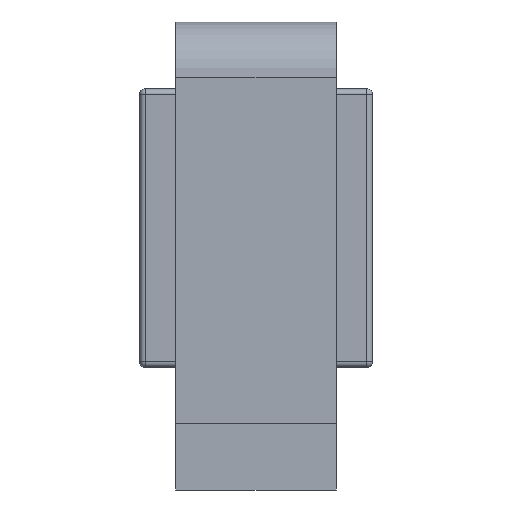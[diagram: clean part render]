
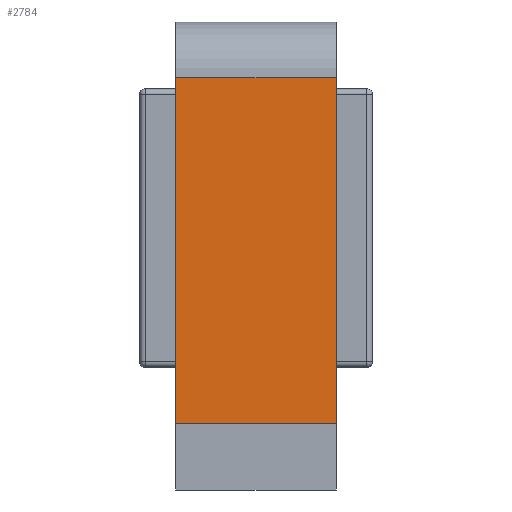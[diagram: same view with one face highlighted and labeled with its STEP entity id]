
A CAD part, front view. The second image highlights one B-rep face of the part: STEP entity #2784.
In plain terms, the highlighted planar face has unit normal (0, -1, 0).
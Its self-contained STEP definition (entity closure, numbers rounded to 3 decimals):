
#141 = EDGE_CURVE ( 'NONE', #1060, #3666, #2911, .T. ) ;
#450 = EDGE_CURVE ( 'NONE', #2165, #1060, #7198, .T. ) ;
#1060 = VERTEX_POINT ( 'NONE', #4260 ) ;
#2114 = CARTESIAN_POINT ( 'NONE',  ( 0., -5., 0. ) ) ;
#2165 = VERTEX_POINT ( 'NONE', #7008 ) ;
#2180 = VECTOR ( 'NONE', #7752, 1000. ) ;
#2286 = VECTOR ( 'NONE', #2686, 1000. ) ;
#2485 = VECTOR ( 'NONE', #4102, 1000. ) ;
#2528 = VECTOR ( 'NONE', #6272, 1000. ) ;
#2686 = DIRECTION ( 'NONE',  ( 0., 0., -1. ) ) ;
#2772 = EDGE_CURVE ( 'NONE', #6245, #3666, #9351, .T. ) ;
#2784 = ADVANCED_FACE ( 'NONE', ( #7319 ), #3947, .F. ) ;
#2911 = LINE ( 'NONE', #8973, #2180 ) ;
#3173 = DIRECTION ( 'NONE',  ( 0., 1., 0. ) ) ;
#3272 = CARTESIAN_POINT ( 'NONE',  ( 0., -5., 31. ) ) ;
#3666 = VERTEX_POINT ( 'NONE', #2114 ) ;
#3940 = EDGE_LOOP ( 'NONE', ( #7931, #4463, #7706, #9084 ) ) ;
#3947 = PLANE ( 'NONE',  #9876 ) ;
#4017 = DIRECTION ( 'NONE',  ( 0., 0., 1. ) ) ;
#4102 = DIRECTION ( 'NONE',  ( -1., 0., 0. ) ) ;
#4139 = CARTESIAN_POINT ( 'NONE',  ( 14.4, -5., 31. ) ) ;
#4260 = CARTESIAN_POINT ( 'NONE',  ( 14.4, -5., 0. ) ) ;
#4463 = ORIENTED_EDGE ( 'NONE', *, *, #141, .F. ) ;
#4617 = EDGE_CURVE ( 'NONE', #2165, #6245, #7278, .T. ) ;
#6245 = VERTEX_POINT ( 'NONE', #7771 ) ;
#6272 = DIRECTION ( 'NONE',  ( 0., 0., -1. ) ) ;
#7008 = CARTESIAN_POINT ( 'NONE',  ( 14.4, -5., 31. ) ) ;
#7198 = LINE ( 'NONE', #7948, #2286 ) ;
#7278 = LINE ( 'NONE', #4139, #2485 ) ;
#7319 = FACE_OUTER_BOUND ( 'NONE', #3940, .T. ) ;
#7706 = ORIENTED_EDGE ( 'NONE', *, *, #450, .F. ) ;
#7752 = DIRECTION ( 'NONE',  ( -1., 0., 0. ) ) ;
#7771 = CARTESIAN_POINT ( 'NONE',  ( 0., -5., 31. ) ) ;
#7931 = ORIENTED_EDGE ( 'NONE', *, *, #2772, .T. ) ;
#7948 = CARTESIAN_POINT ( 'NONE',  ( 14.4, -5., 31. ) ) ;
#8973 = CARTESIAN_POINT ( 'NONE',  ( 14.4, -5., 0. ) ) ;
#9084 = ORIENTED_EDGE ( 'NONE', *, *, #4617, .T. ) ;
#9351 = LINE ( 'NONE', #3272, #2528 ) ;
#9374 = CARTESIAN_POINT ( 'NONE',  ( 14.4, -5., 31. ) ) ;
#9876 = AXIS2_PLACEMENT_3D ( 'NONE', #9374, #3173, #4017 ) ;
